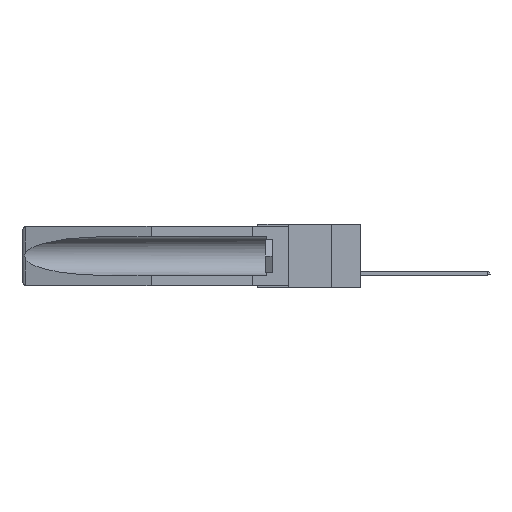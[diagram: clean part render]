
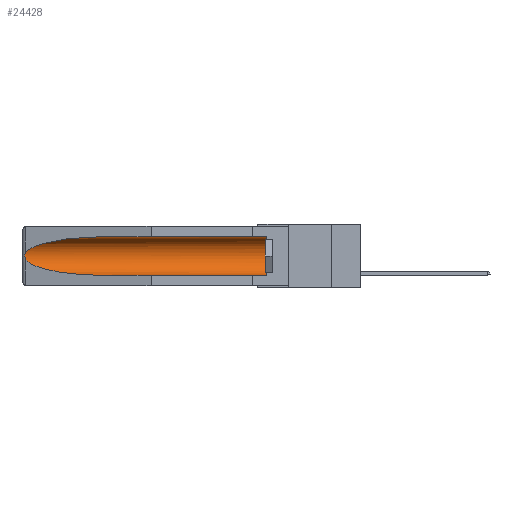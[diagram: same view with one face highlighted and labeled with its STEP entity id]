
A CAD part, left-side view. The second image highlights one B-rep face of the part: STEP entity #24428.
In plain terms, the highlighted cylindrical face has radius 2.857 mm (diameter 5.715 mm), a partial arc.
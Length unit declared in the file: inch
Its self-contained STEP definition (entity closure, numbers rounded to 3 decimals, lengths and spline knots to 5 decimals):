
#374 = CARTESIAN_POINT ( 'NONE',  ( 0.25451, 1.48313, -0.24835 ) ) ;
#719 = EDGE_CURVE ( 'NONE', #9204, #4162, #23885, .T. ) ;
#1700 = CARTESIAN_POINT ( 'NONE',  ( 0.26597, 1.52961, -0.15275 ) ) ;
#1793 = CARTESIAN_POINT ( 'NONE',  ( 0.26597, 1.5296, -0.19026 ) ) ;
#1884 = CARTESIAN_POINT ( 'NONE',  ( 0.2673, 1.53269, -0.17917 ) ) ;
#1972 = CARTESIAN_POINT ( 'NONE',  ( 0.2675, 1.53308, -0.16763 ) ) ;
#2451 = CARTESIAN_POINT ( 'NONE',  ( 0.21114, 1.30732, -0.284 ) ) ;
#3557 = DIRECTION ( 'NONE',  ( 0., 0., 1. ) ) ;
#3658 = DIRECTION ( 'NONE',  ( 0., 1., 0. ) ) ;
#4162 = VERTEX_POINT ( 'NONE', #16715 ) ;
#4510 = EDGE_CURVE ( 'NONE', #23025, #19776, #13590, .T. ) ;
#4792 = AXIS2_PLACEMENT_3D ( 'NONE', #21572, #13256, #5221 ) ;
#4858 = VECTOR ( 'NONE', #25967, 39.37008 ) ;
#5221 = DIRECTION ( 'NONE',  ( 0., 0., 1. ) ) ;
#5262 = CYLINDRICAL_SURFACE ( 'NONE', #16507, 0.1125 ) ;
#5409 = CARTESIAN_POINT ( 'NONE',  ( 0.155, 1.07973, -0.059 ) ) ;
#5889 = CARTESIAN_POINT ( 'NONE',  ( 0.155, 0.126, -0.059 ) ) ;
#6630 = EDGE_CURVE ( 'NONE', #21851, #4162, #18423, .T. ) ;
#6961 = CARTESIAN_POINT ( 'NONE',  ( 0.21114, 1.30732, -0.059 ) ) ;
#7851 = CARTESIAN_POINT ( 'NONE',  ( 0.2675, 1.53308, -0.17534 ) ) ;
#8364 = EDGE_LOOP ( 'NONE', ( #25212, #13362, #8891, #12156, #16067, #26423 ) ) ;
#8825 = VECTOR ( 'NONE', #3658, 39.37008 ) ;
#8891 = ORIENTED_EDGE ( 'NONE', *, *, #719, .T. ) ;
#9089 = CARTESIAN_POINT ( 'NONE',  ( 0.25451, 1.48313, -0.09465 ) ) ;
#9119 = VERTEX_POINT ( 'NONE', #5889 ) ;
#9204 = VERTEX_POINT ( 'NONE', #17561 ) ;
#9798 = CARTESIAN_POINT ( 'NONE',  ( 0.26655, 1.53094, -0.18657 ) ) ;
#10606 = CARTESIAN_POINT ( 'NONE',  ( 0.26537, 1.52718, -0.19328 ) ) ;
#11938 = CARTESIAN_POINT ( 'NONE',  ( 0.2673, 1.5327, -0.16383 ) ) ;
#12156 = ORIENTED_EDGE ( 'NONE', *, *, #6630, .F. ) ;
#13205 = CARTESIAN_POINT ( 'NONE',  ( 0.26537, 1.52718, -0.14972 ) ) ;
#13256 = DIRECTION ( 'NONE',  ( 0., -1., 0. ) ) ;
#13362 = ORIENTED_EDGE ( 'NONE', *, *, #18992, .T. ) ;
#13590 =( BOUNDED_CURVE ( )  B_SPLINE_CURVE ( 3, ( #17250, #6961, #9089, #13205 ),
 .UNSPECIFIED., .F., .F. ) 
 B_SPLINE_CURVE_WITH_KNOTS ( ( 4, 4 ),
 ( 4.71239, 6.08839 ),
 .UNSPECIFIED. ) 
 CURVE ( )  GEOMETRIC_REPRESENTATION_ITEM ( )  RATIONAL_B_SPLINE_CURVE ( ( 1., 0.848, 0.848, 1. ) ) 
 REPRESENTATION_ITEM ( '' )  );
#13928 = CARTESIAN_POINT ( 'NONE',  ( 0.26537, 1.52718, -0.19328 ) ) ;
#14198 = CARTESIAN_POINT ( 'NONE',  ( 0.155, -0.30754, -0.284 ) ) ;
#15053 = CARTESIAN_POINT ( 'NONE',  ( 0.155, 0.126, -0.284 ) ) ;
#15406 = LINE ( 'NONE', #25807, #4858 ) ;
#15796 = CARTESIAN_POINT ( 'NONE',  ( 0.155, -0.30754, -0.1715 ) ) ;
#16067 = ORIENTED_EDGE ( 'NONE', *, *, #18446, .T. ) ;
#16507 = AXIS2_PLACEMENT_3D ( 'NONE', #15796, #22138, #3557 ) ;
#16715 = CARTESIAN_POINT ( 'NONE',  ( 0.155, 1.07973, -0.284 ) ) ;
#16742 = CARTESIAN_POINT ( 'NONE',  ( 0.155, 1.07973, -0.284 ) ) ;
#17250 = CARTESIAN_POINT ( 'NONE',  ( 0.155, 1.07973, -0.059 ) ) ;
#17561 = CARTESIAN_POINT ( 'NONE',  ( 0.26537, 1.52718, -0.19328 ) ) ;
#18423 = LINE ( 'NONE', #14198, #8825 ) ;
#18446 = EDGE_CURVE ( 'NONE', #21851, #9119, #22411, .T. ) ;
#18992 = EDGE_CURVE ( 'NONE', #19776, #9204, #24714, .T. ) ;
#19318 = FACE_OUTER_BOUND ( 'NONE', #8364, .T. ) ;
#19776 = VERTEX_POINT ( 'NONE', #21391 ) ;
#21391 = CARTESIAN_POINT ( 'NONE',  ( 0.26537, 1.52718, -0.14972 ) ) ;
#21572 = CARTESIAN_POINT ( 'NONE',  ( 0.155, 0.126, -0.1715 ) ) ;
#21851 = VERTEX_POINT ( 'NONE', #15053 ) ;
#22138 = DIRECTION ( 'NONE',  ( 0., 1., 0. ) ) ;
#22153 = CARTESIAN_POINT ( 'NONE',  ( 0.26654, 1.53092, -0.15636 ) ) ;
#22411 = CIRCLE ( 'NONE', #4792, 0.1125 ) ;
#23025 = VERTEX_POINT ( 'NONE', #5409 ) ;
#23885 =( BOUNDED_CURVE ( )  B_SPLINE_CURVE ( 3, ( #10606, #374, #2451, #16742 ),
 .UNSPECIFIED., .F., .F. ) 
 B_SPLINE_CURVE_WITH_KNOTS ( ( 4, 4 ),
 ( 0.1948, 1.5708 ),
 .UNSPECIFIED. ) 
 CURVE ( )  GEOMETRIC_REPRESENTATION_ITEM ( )  RATIONAL_B_SPLINE_CURVE ( ( 1., 0.848, 0.848, 1. ) ) 
 REPRESENTATION_ITEM ( '' )  );
#24011 = CARTESIAN_POINT ( 'NONE',  ( 0.26537, 1.52718, -0.14972 ) ) ;
#24428 = ADVANCED_FACE ( 'NONE', ( #19318 ), #5262, .F. ) ;
#24714 = B_SPLINE_CURVE_WITH_KNOTS ( 'NONE', 3,
 ( #24011, #1700, #22153, #11938, #1972, #7851, #1884, #9798, #1793, #13928 ),
 .UNSPECIFIED., .F., .F.,
 ( 4, 2, 2, 2, 4 ),
 ( 0., 0.00029, 0.00058, 0.00087, 0.00117 ),
 .UNSPECIFIED. ) ;
#25212 = ORIENTED_EDGE ( 'NONE', *, *, #4510, .T. ) ;
#25475 = EDGE_CURVE ( 'NONE', #9119, #23025, #15406, .T. ) ;
#25807 = CARTESIAN_POINT ( 'NONE',  ( 0.155, -0.30754, -0.059 ) ) ;
#25967 = DIRECTION ( 'NONE',  ( 0., 1., 0. ) ) ;
#26423 = ORIENTED_EDGE ( 'NONE', *, *, #25475, .T. ) ;
